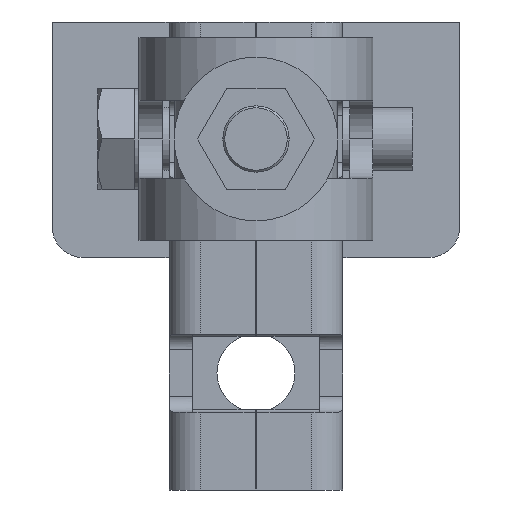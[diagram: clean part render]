
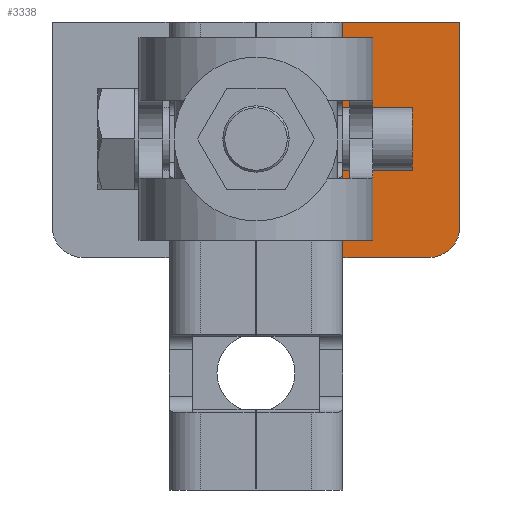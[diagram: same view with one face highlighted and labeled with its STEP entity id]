
A CAD part, front view. The second image highlights one B-rep face of the part: STEP entity #3338.
In plain terms, the highlighted planar face has unit normal (0, -1, 0).
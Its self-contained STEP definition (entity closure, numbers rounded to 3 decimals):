
#202 = ORIENTED_EDGE ( 'NONE', *, *, #7144, .F. ) ;
#266 = DIRECTION ( 'NONE',  ( 0., -1., 0. ) ) ;
#290 = VECTOR ( 'NONE', #4515, 1000. ) ;
#871 = CARTESIAN_POINT ( 'NONE',  ( 11.65, 28., 60. ) ) ;
#891 = EDGE_CURVE ( 'NONE', #5932, #7346, #7569, .T. ) ;
#1024 = CARTESIAN_POINT ( 'NONE',  ( 11.65, 28., 29.8 ) ) ;
#1517 = DIRECTION ( 'NONE',  ( 0., 0., -1. ) ) ;
#1525 = ORIENTED_EDGE ( 'NONE', *, *, #8464, .T. ) ;
#1534 = CARTESIAN_POINT ( 'NONE',  ( 26.15, 28., 60. ) ) ;
#1568 = FACE_OUTER_BOUND ( 'NONE', #4442, .T. ) ;
#1763 = CARTESIAN_POINT ( 'NONE',  ( 22.15, 28., 33.8 ) ) ;
#1847 = CARTESIAN_POINT ( 'NONE',  ( 22.15, 28., 29.8 ) ) ;
#2021 = ORIENTED_EDGE ( 'NONE', *, *, #2179, .T. ) ;
#2179 = EDGE_CURVE ( 'NONE', #2630, #8901, #7395, .T. ) ;
#2466 = DIRECTION ( 'NONE',  ( 1., 0., 0. ) ) ;
#2477 = AXIS2_PLACEMENT_3D ( 'NONE', #1763, #4601, #3854 ) ;
#2630 = VERTEX_POINT ( 'NONE', #4168 ) ;
#3033 = CARTESIAN_POINT ( 'NONE',  ( 26.15, 28., 33.8 ) ) ;
#3052 = DIRECTION ( 'NONE',  ( 0., 0., -1. ) ) ;
#3153 = CARTESIAN_POINT ( 'NONE',  ( 11.15, 28., 60. ) ) ;
#3216 = VECTOR ( 'NONE', #1517, 1000. ) ;
#3335 = CARTESIAN_POINT ( 'NONE',  ( 26.15, 28., 60. ) ) ;
#3338 = ADVANCED_FACE ( 'NONE', ( #1568 ), #7990, .T. ) ;
#3796 = ORIENTED_EDGE ( 'NONE', *, *, #891, .F. ) ;
#3849 = VECTOR ( 'NONE', #2466, 1000. ) ;
#3854 = DIRECTION ( 'NONE',  ( 0., 0., -1. ) ) ;
#4168 = CARTESIAN_POINT ( 'NONE',  ( 11.15, 28., 29.8 ) ) ;
#4377 = DIRECTION ( 'NONE',  ( 0., 0., -1. ) ) ;
#4425 = LINE ( 'NONE', #1534, #4764 ) ;
#4442 = EDGE_LOOP ( 'NONE', ( #4737, #202, #3796, #1525, #2021 ) ) ;
#4515 = DIRECTION ( 'NONE',  ( 1., 0., 0. ) ) ;
#4601 = DIRECTION ( 'NONE',  ( 0., -1., 0. ) ) ;
#4737 = ORIENTED_EDGE ( 'NONE', *, *, #8653, .T. ) ;
#4764 = VECTOR ( 'NONE', #4377, 1000. ) ;
#4969 = CARTESIAN_POINT ( 'NONE',  ( 11.15, 28., 0. ) ) ;
#5932 = VERTEX_POINT ( 'NONE', #3153 ) ;
#6460 = CIRCLE ( 'NONE', #2477, 4. ) ;
#6673 = VERTEX_POINT ( 'NONE', #3033 ) ;
#6784 = AXIS2_PLACEMENT_3D ( 'NONE', #871, #266, #3052 ) ;
#6867 = CARTESIAN_POINT ( 'NONE',  ( 11.65, 28., 60. ) ) ;
#7053 = LINE ( 'NONE', #4969, #3216 ) ;
#7144 = EDGE_CURVE ( 'NONE', #7346, #6673, #4425, .T. ) ;
#7346 = VERTEX_POINT ( 'NONE', #3335 ) ;
#7395 = LINE ( 'NONE', #1024, #290 ) ;
#7569 = LINE ( 'NONE', #6867, #3849 ) ;
#7990 = PLANE ( 'NONE',  #6784 ) ;
#8464 = EDGE_CURVE ( 'NONE', #5932, #2630, #7053, .T. ) ;
#8653 = EDGE_CURVE ( 'NONE', #8901, #6673, #6460, .T. ) ;
#8901 = VERTEX_POINT ( 'NONE', #1847 ) ;
